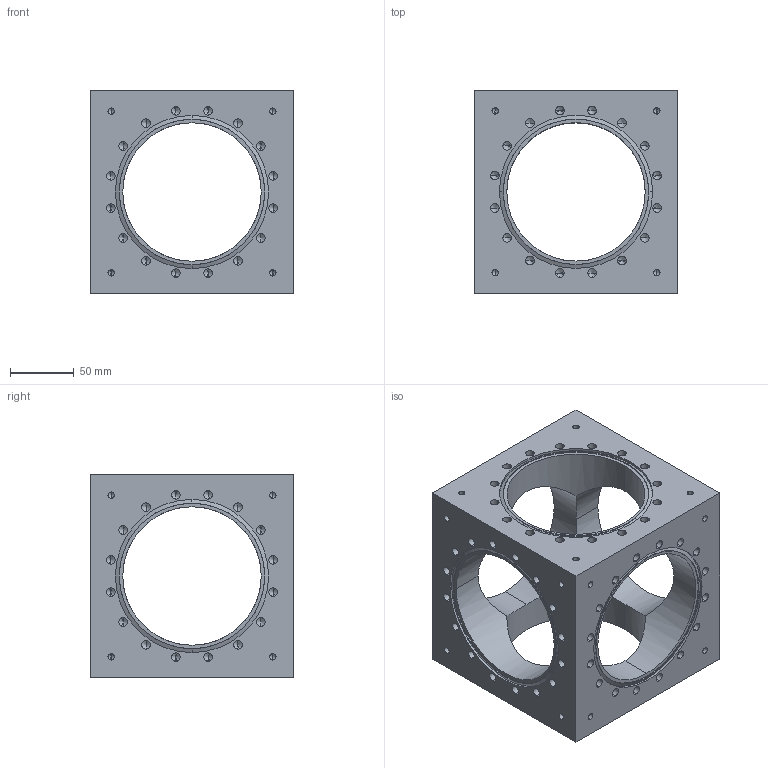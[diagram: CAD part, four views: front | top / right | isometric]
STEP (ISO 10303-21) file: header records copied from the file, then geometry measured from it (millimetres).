
FILE_DESCRIPTION (( 'STEP AP214' ), '1' );
FILE_NAME ('蕾醱极6CF100.STEP', '2023-09-27T00:43:35', ( '' ), ( '' ), 'SwSTEP 2.0', 'SolidWorks 2020', '' );
FILE_SCHEMA (( 'AUTOMOTIVE_DESIGN' ));
Length unit declared in the file: millimetre
Products named in the file (1): 蕾醱极6CF100
Bounding box: 160 x 160 x 160 mm (x, y, z)
Volume: 1380894.8 mm3; surface area: 196451.4 mm2
Topology: 1 solids, 1 shells, 540 faces, 1344 edges, 688 vertices
Faces by surface type: cylinder 264, cone 264, plane 12
Entity records: 16910 total; most frequent: DIRECTION 2702, CARTESIAN_POINT 2405, ORIENTED_EDGE 2208, EDGE_CURVE 1104, AXIS2_PLACEMENT_3D 1081, VERTEX_POINT 688, EDGE_LOOP 672, VECTOR 540
